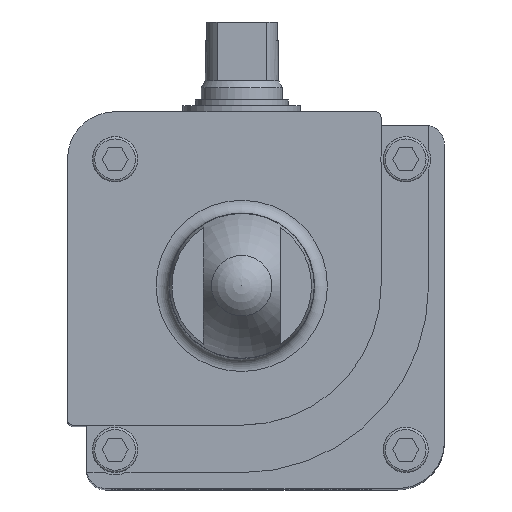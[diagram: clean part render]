
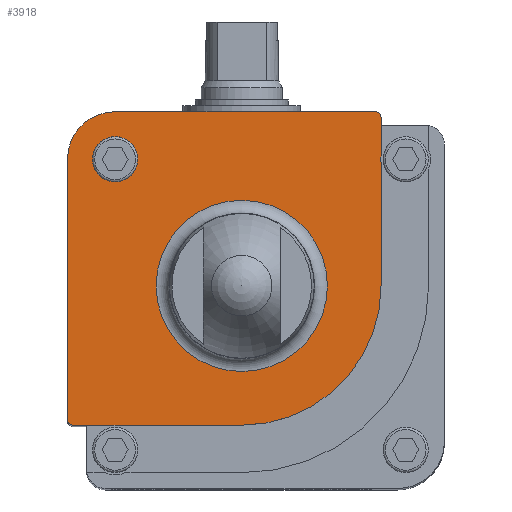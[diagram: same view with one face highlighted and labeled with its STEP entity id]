
A CAD part, top view. The second image highlights one B-rep face of the part: STEP entity #3918.
In plain terms, the highlighted planar face has unit normal (0, 0, 1).
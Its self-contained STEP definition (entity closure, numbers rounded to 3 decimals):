
#135=PLANE('',#4259);
#260=LINE('',#5863,#590);
#278=LINE('',#5903,#608);
#290=LINE('',#5930,#620);
#308=LINE('',#5970,#638);
#333=LINE('',#6131,#663);
#340=LINE('',#6191,#670);
#590=VECTOR('',#4638,1000.);
#608=VECTOR('',#4664,1000.);
#620=VECTOR('',#4682,1000.);
#638=VECTOR('',#4708,1000.);
#663=VECTOR('',#4807,1000.);
#670=VECTOR('',#4872,1000.);
#1097=ORIENTED_EDGE('',*,*,#2102,.T.);
#1098=ORIENTED_EDGE('',*,*,#1966,.T.);
#1099=ORIENTED_EDGE('',*,*,#2103,.F.);
#1100=ORIENTED_EDGE('',*,*,#1984,.T.);
#1101=ORIENTED_EDGE('',*,*,#2104,.T.);
#1102=ORIENTED_EDGE('',*,*,#2014,.T.);
#1103=ORIENTED_EDGE('',*,*,#2105,.T.);
#1104=ORIENTED_EDGE('',*,*,#1996,.T.);
#1105=ORIENTED_EDGE('',*,*,#2092,.T.);
#1106=ORIENTED_EDGE('',*,*,#2099,.T.);
#1107=ORIENTED_EDGE('',*,*,#2101,.T.);
#1108=ORIENTED_EDGE('',*,*,#2069,.T.);
#1109=ORIENTED_EDGE('',*,*,#2072,.T.);
#1110=ORIENTED_EDGE('',*,*,#2106,.T.);
#1966=EDGE_CURVE('',#2488,#2487,#260,.T.);
#1984=EDGE_CURVE('',#2503,#2505,#278,.T.);
#1996=EDGE_CURVE('',#2518,#2517,#290,.T.);
#2014=EDGE_CURVE('',#2536,#2534,#308,.T.);
#2069=EDGE_CURVE('',#2575,#2574,#333,.T.);
#2072=EDGE_CURVE('',#2574,#2488,#2905,.T.);
#2092=EDGE_CURVE('',#2517,#2592,#2922,.T.);
#2099=EDGE_CURVE('',#2592,#2598,#340,.T.);
#2101=EDGE_CURVE('',#2598,#2575,#2928,.T.);
#2102=EDGE_CURVE('',#2599,#2599,#2929,.T.);
#2103=EDGE_CURVE('',#2503,#2487,#2930,.T.);
#2104=EDGE_CURVE('',#2505,#2536,#2931,.T.);
#2105=EDGE_CURVE('',#2534,#2518,#2932,.T.);
#2106=EDGE_CURVE('',#2600,#2600,#2933,.T.);
#2487=VERTEX_POINT('',#5862);
#2488=VERTEX_POINT('',#5864);
#2503=VERTEX_POINT('',#5898);
#2505=VERTEX_POINT('',#5902);
#2517=VERTEX_POINT('',#5929);
#2518=VERTEX_POINT('',#5931);
#2534=VERTEX_POINT('',#5968);
#2536=VERTEX_POINT('',#5971);
#2574=VERTEX_POINT('',#6130);
#2575=VERTEX_POINT('',#6132);
#2592=VERTEX_POINT('',#6176);
#2598=VERTEX_POINT('',#6190);
#2599=VERTEX_POINT('',#6197);
#2600=VERTEX_POINT('',#6202);
#2905=CIRCLE('',#4229,1.2);
#2922=CIRCLE('',#4250,1.2);
#2928=CIRCLE('',#4258,10.4);
#2929=CIRCLE('',#4260,5.);
#2930=CIRCLE('',#4261,5.5);
#2931=CIRCLE('',#4262,30.8);
#2932=CIRCLE('',#4263,5.5);
#2933=CIRCLE('',#4264,18.934);
#3118=EDGE_LOOP('',(#1097));
#3119=EDGE_LOOP('',(#1098,#1099,#1100,#1101,#1102,#1103,#1104,#1105,#1106,
#1107,#1108,#1109));
#3120=EDGE_LOOP('',(#1110));
#3492=FACE_BOUND('',#3118,.T.);
#3493=FACE_BOUND('',#3119,.T.);
#3494=FACE_BOUND('',#3120,.T.);
#3918=ADVANCED_FACE('',(#3492,#3493,#3494),#135,.T.);
#4229=AXIS2_PLACEMENT_3D('',#6136,#4813,#4814);
#4250=AXIS2_PLACEMENT_3D('',#6177,#4858,#4859);
#4258=AXIS2_PLACEMENT_3D('',#6194,#4877,#4878);
#4259=AXIS2_PLACEMENT_3D('',#6195,#4879,#4880);
#4260=AXIS2_PLACEMENT_3D('',#6196,#4881,#4882);
#4261=AXIS2_PLACEMENT_3D('',#6198,#4883,#4884);
#4262=AXIS2_PLACEMENT_3D('',#6199,#4885,#4886);
#4263=AXIS2_PLACEMENT_3D('',#6200,#4887,#4888);
#4264=AXIS2_PLACEMENT_3D('',#6201,#4889,#4890);
#4638=DIRECTION('',(1.,0.,0.));
#4664=DIRECTION('',(1.,0.,0.));
#4682=DIRECTION('',(0.,1.,0.));
#4708=DIRECTION('',(0.,1.,0.));
#4807=DIRECTION('',(0.,-1.,0.));
#4813=DIRECTION('',(0.,0.,1.));
#4814=DIRECTION('',(1.,0.,0.));
#4858=DIRECTION('',(0.,0.,1.));
#4859=DIRECTION('',(1.,0.,0.));
#4872=DIRECTION('',(-1.,0.,0.));
#4877=DIRECTION('',(0.,0.,1.));
#4878=DIRECTION('',(1.,0.,0.));
#4879=DIRECTION('',(0.,0.,1.));
#4880=DIRECTION('',(1.,0.,0.));
#4881=DIRECTION('',(0.,0.,-1.));
#4882=DIRECTION('',(-1.,0.,0.));
#4883=DIRECTION('',(0.,0.,1.));
#4884=DIRECTION('',(1.,0.,0.));
#4885=DIRECTION('',(0.,0.,1.));
#4886=DIRECTION('',(1.,0.,0.));
#4887=DIRECTION('',(0.,0.,-1.));
#4888=DIRECTION('',(-1.,0.,0.));
#4889=DIRECTION('',(0.,0.,-1.));
#4890=DIRECTION('',(-1.,0.,0.));
#5862=CARTESIAN_POINT('',(-28.74,-30.8,92.8));
#5863=CARTESIAN_POINT('',(-37.3,-30.8,92.8));
#5864=CARTESIAN_POINT('',(-37.3,-30.8,92.8));
#5898=CARTESIAN_POINT('',(-27.26,-30.8,92.8));
#5902=CARTESIAN_POINT('',(0.,-30.8,92.8));
#5903=CARTESIAN_POINT('',(-37.3,-30.8,92.8));
#5929=CARTESIAN_POINT('',(30.8,37.3,92.8));
#5930=CARTESIAN_POINT('',(30.8,35.5,92.8));
#5931=CARTESIAN_POINT('',(30.8,28.74,92.8));
#5968=CARTESIAN_POINT('',(30.8,27.26,92.8));
#5970=CARTESIAN_POINT('',(30.8,35.5,92.8));
#5971=CARTESIAN_POINT('',(30.8,0.,92.8));
#6130=CARTESIAN_POINT('',(-38.5,-29.6,92.8));
#6131=CARTESIAN_POINT('',(-38.5,28.1,92.8));
#6132=CARTESIAN_POINT('',(-38.5,28.1,92.8));
#6136=CARTESIAN_POINT('',(-37.3,-29.6,92.8));
#6176=CARTESIAN_POINT('',(29.6,38.5,92.8));
#6177=CARTESIAN_POINT('',(29.6,37.3,92.8));
#6190=CARTESIAN_POINT('',(-28.1,38.5,92.8));
#6191=CARTESIAN_POINT('',(29.6,38.5,92.8));
#6194=CARTESIAN_POINT('',(-28.1,28.1,92.8));
#6195=CARTESIAN_POINT('',(-37.3,-29.6,92.8));
#6196=CARTESIAN_POINT('',(-28.,28.,92.8));
#6197=CARTESIAN_POINT('',(-33.,28.,92.8));
#6198=CARTESIAN_POINT('',(-28.,-36.25,92.8));
#6199=CARTESIAN_POINT('',(0.,0.,92.8));
#6200=CARTESIAN_POINT('',(36.25,28.,92.8));
#6201=CARTESIAN_POINT('',(0.,0.,92.8));
#6202=CARTESIAN_POINT('',(-18.934,0.,92.8));
